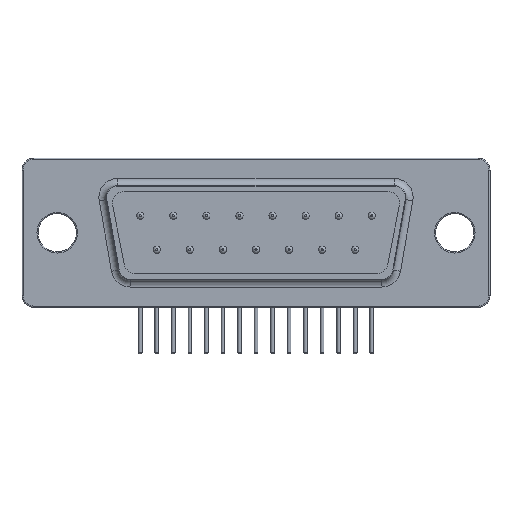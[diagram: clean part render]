
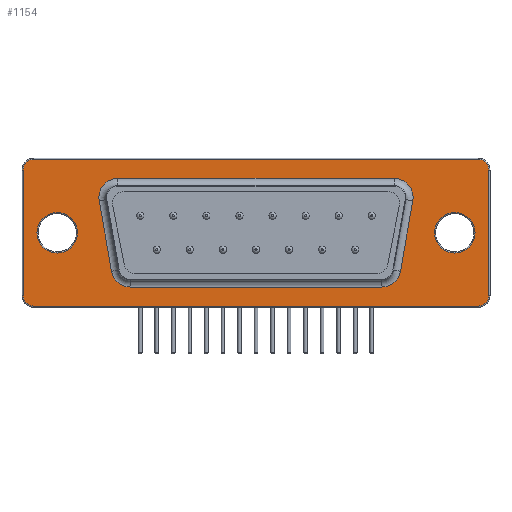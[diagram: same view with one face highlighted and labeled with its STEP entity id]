
A CAD part, front view. The second image highlights one B-rep face of the part: STEP entity #1154.
In plain terms, the highlighted planar face has unit normal (0, -1, 0).
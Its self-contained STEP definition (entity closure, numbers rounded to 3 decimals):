
#29=DIRECTION('',(0.,-1.,0.));
#30=DIRECTION('',(0.,0.,1.));
#36=VECTOR('',#37,1.);
#37=DIRECTION('',(-1.,0.,0.));
#45=DIRECTION('',(0.985,0.,-0.173));
#60=DIRECTION('',(0.,0.,-1.));
#66=VECTOR('',#67,1.);
#67=DIRECTION('',(1.,0.,0.));
#75=DIRECTION('',(-0.985,0.,-0.173));
#119=VECTOR('',#120,1.);
#120=DIRECTION('',(-1.,0.,0.));
#171=DIRECTION('',(0.,1.,0.));
#462=CARTESIAN_POINT('',(-1.864,-12.54,9.2));
#492=VECTOR('',#493,1.);
#493=DIRECTION('',(-0.173,0.,0.985));
#514=CARTESIAN_POINT('',(21.254,-12.54,9.2));
#532=CARTESIAN_POINT('',(-0.83,-12.54,3.3));
#545=VECTOR('',#546,1.);
#546=DIRECTION('',(-0.173,0.,-0.985));
#576=CARTESIAN_POINT('',(20.22,-12.54,3.3));
#729=VERTEX_POINT('',#730);
#730=CARTESIAN_POINT('',(-3.44,-12.54,8.924));
#738=VERTEX_POINT('',#739);
#739=CARTESIAN_POINT('',(-1.864,-12.54,10.8));
#746=EDGE_CURVE('',#729,#738,#747,.T.);
#747=CIRCLE('',#748,1.6);
#748=AXIS2_PLACEMENT_3D('',#462,#171,#75);
#754=ORIENTED_EDGE('',*,*,#755,.T.);
#755=EDGE_CURVE('',#738,#756,#758,.T.);
#756=VERTEX_POINT('',#757);
#757=CARTESIAN_POINT('',(21.254,-12.54,10.8));
#758=LINE('',#739,#66);
#771=VERTEX_POINT('',#772);
#772=CARTESIAN_POINT('',(-2.406,-12.54,3.024));
#776=ORIENTED_EDGE('',*,*,#777,.T.);
#777=EDGE_CURVE('',#771,#729,#778,.T.);
#778=LINE('',#772,#492);
#786=VERTEX_POINT('',#787);
#787=CARTESIAN_POINT('',(22.83,-12.54,8.924));
#792=EDGE_CURVE('',#756,#786,#793,.T.);
#793=CIRCLE('',#794,1.6);
#794=AXIS2_PLACEMENT_3D('',#514,#171,#30);
#802=VERTEX_POINT('',#803);
#803=CARTESIAN_POINT('',(-0.83,-12.54,1.7));
#808=EDGE_CURVE('',#802,#771,#809,.T.);
#809=CIRCLE('',#810,1.6);
#810=AXIS2_PLACEMENT_3D('',#532,#171,#60);
#816=ORIENTED_EDGE('',*,*,#817,.T.);
#817=EDGE_CURVE('',#786,#818,#820,.T.);
#818=VERTEX_POINT('',#819);
#819=CARTESIAN_POINT('',(21.796,-12.54,3.024));
#820=LINE('',#787,#545);
#834=VERTEX_POINT('',#835);
#835=CARTESIAN_POINT('',(20.22,-12.54,1.7));
#839=ORIENTED_EDGE('',*,*,#840,.T.);
#840=EDGE_CURVE('',#834,#802,#841,.T.);
#841=LINE('',#835,#119);
#847=EDGE_CURVE('',#818,#834,#848,.T.);
#848=CIRCLE('',#849,1.6);
#849=AXIS2_PLACEMENT_3D('',#576,#171,#45);
#1154=ADVANCED_FACE('',(#1155,#1161,#1214,#1223),#1232,.T.);
#1155=FACE_BOUND('',#1156,.T.);
#1156=EDGE_LOOP('',(#839,#1157,#776,#1158,#754,#1159,#816,#1160));
#1157=ORIENTED_EDGE('',*,*,#808,.T.);
#1158=ORIENTED_EDGE('',*,*,#746,.T.);
#1159=ORIENTED_EDGE('',*,*,#792,.T.);
#1160=ORIENTED_EDGE('',*,*,#847,.T.);
#1161=FACE_BOUND('',#1162,.T.);
#1162=EDGE_LOOP('',(#1163,#1172,#1177,#1184,#1191,#1198,#1203,#1210));
#1163=ORIENTED_EDGE('',*,*,#1164,.F.);
#1164=EDGE_CURVE('',#1165,#1167,#1169,.T.);
#1165=VERTEX_POINT('',#1166);
#1166=CARTESIAN_POINT('',(-8.905,-12.54,0.1));
#1167=VERTEX_POINT('',#1168);
#1168=CARTESIAN_POINT('',(-9.805,-12.54,1.));
#1169=CIRCLE('',#1170,0.9);
#1170=AXIS2_PLACEMENT_3D('',#1171,#171,#60);
#1171=CARTESIAN_POINT('',(-8.905,-12.54,1.));
#1172=ORIENTED_EDGE('',*,*,#1173,.F.);
#1173=EDGE_CURVE('',#1174,#1165,#1176,.T.);
#1174=VERTEX_POINT('',#1175);
#1175=CARTESIAN_POINT('',(28.295,-12.54,0.1));
#1176=LINE('',#1175,#36);
#1177=ORIENTED_EDGE('',*,*,#1178,.F.);
#1178=EDGE_CURVE('',#1179,#1174,#1181,.T.);
#1179=VERTEX_POINT('',#1180);
#1180=CARTESIAN_POINT('',(29.195,-12.54,1.));
#1181=CIRCLE('',#1182,0.9);
#1182=AXIS2_PLACEMENT_3D('',#1183,#171,#67);
#1183=CARTESIAN_POINT('',(28.295,-12.54,1.));
#1184=ORIENTED_EDGE('',*,*,#1185,.F.);
#1185=EDGE_CURVE('',#1186,#1179,#1188,.T.);
#1186=VERTEX_POINT('',#1187);
#1187=CARTESIAN_POINT('',(29.195,-12.54,11.5));
#1188=LINE('',#1187,#1189);
#1189=VECTOR('',#1190,1.);
#1190=DIRECTION('',(0.,0.,-1.));
#1191=ORIENTED_EDGE('',*,*,#1192,.F.);
#1192=EDGE_CURVE('',#1193,#1186,#1195,.T.);
#1193=VERTEX_POINT('',#1194);
#1194=CARTESIAN_POINT('',(28.295,-12.54,12.4));
#1195=CIRCLE('',#1196,0.9);
#1196=AXIS2_PLACEMENT_3D('',#1197,#171,#30);
#1197=CARTESIAN_POINT('',(28.295,-12.54,11.5));
#1198=ORIENTED_EDGE('',*,*,#1199,.F.);
#1199=EDGE_CURVE('',#1200,#1193,#1202,.T.);
#1200=VERTEX_POINT('',#1201);
#1201=CARTESIAN_POINT('',(-8.905,-12.54,12.4));
#1202=LINE('',#1201,#66);
#1203=ORIENTED_EDGE('',*,*,#1204,.F.);
#1204=EDGE_CURVE('',#1205,#1200,#1207,.T.);
#1205=VERTEX_POINT('',#1206);
#1206=CARTESIAN_POINT('',(-9.805,-12.54,11.5));
#1207=CIRCLE('',#1208,0.9);
#1208=AXIS2_PLACEMENT_3D('',#1209,#171,#120);
#1209=CARTESIAN_POINT('',(-8.905,-12.54,11.5));
#1210=ORIENTED_EDGE('',*,*,#1211,.F.);
#1211=EDGE_CURVE('',#1167,#1205,#1212,.T.);
#1212=LINE('',#1168,#1213);
#1213=VECTOR('',#30,1.);
#1214=FACE_BOUND('',#1215,.T.);
#1215=EDGE_LOOP('',(#1216));
#1216=ORIENTED_EDGE('',*,*,#1217,.F.);
#1217=EDGE_CURVE('',#1218,#1218,#1220,.T.);
#1218=VERTEX_POINT('',#1219);
#1219=CARTESIAN_POINT('',(28.045,-12.54,6.25));
#1220=CIRCLE('',#1221,1.7);
#1221=AXIS2_PLACEMENT_3D('',#1222,#29,#67);
#1222=CARTESIAN_POINT('',(26.345,-12.54,6.25));
#1223=FACE_BOUND('',#1224,.T.);
#1224=EDGE_LOOP('',(#1225));
#1225=ORIENTED_EDGE('',*,*,#1226,.F.);
#1226=EDGE_CURVE('',#1227,#1227,#1229,.T.);
#1227=VERTEX_POINT('',#1228);
#1228=CARTESIAN_POINT('',(-5.255,-12.54,6.25));
#1229=CIRCLE('',#1230,1.7);
#1230=AXIS2_PLACEMENT_3D('',#1231,#29,#67);
#1231=CARTESIAN_POINT('',(-6.955,-12.54,6.25));
#1232=PLANE('',#1233);
#1233=AXIS2_PLACEMENT_3D('',#1234,#29,#67);
#1234=CARTESIAN_POINT('',(9.695,-12.54,6.25));
